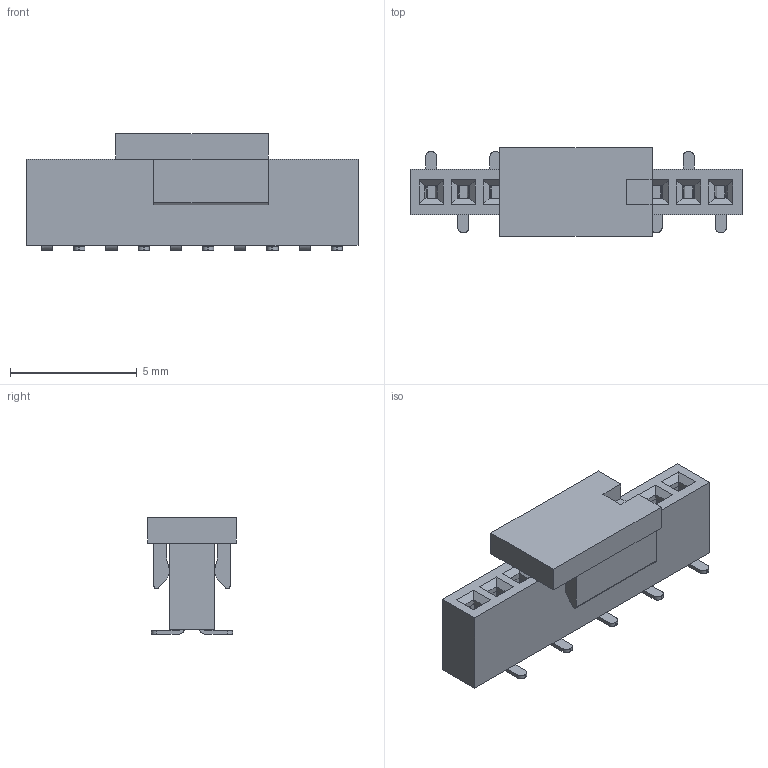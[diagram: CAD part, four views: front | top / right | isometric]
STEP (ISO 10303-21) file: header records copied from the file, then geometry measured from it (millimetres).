
FILE_DESCRIPTION( ('This file contains a STEP AP42 implementation' ,'as created by ZW3D STEP Interface translator.') ,'2;1' );
FILE_NAME( '2334-1XXMXXXUNX2.stp' ,'23 9 5. 95959', (''), ('ZWCAD Software Co.'), 'Version 1.0', 'ZW3D to STEP translator', '' );
FILE_SCHEMA(('AUTOMOTIVE_DESIGN { 1 0 10303 214 1 1 1 1 }'));
Length unit declared in the file: millimetre
Products named in the file (1): 0
Bounding box: 13.1 x 3.5 x 4.6 mm (x, y, z)
Volume: 92.1 mm3; surface area: 454.2 mm2
Topology: 2 solids, 2 shells, 1102 faces, 3048 edges, 1950 vertices
Faces by surface type: plane 676, bspline 224, cylinder 202
Entity records: 47867 total; most frequent: CARTESIAN_POINT 25015, ORIENTED_EDGE 6136, EDGE_CURVE 3048, B_SPLINE_CURVE_WITH_KNOTS 2774, DIRECTION 2044, VERTEX_POINT 1950, EDGE_LOOP 1162, FACE_OUTER_BOUND 1102
